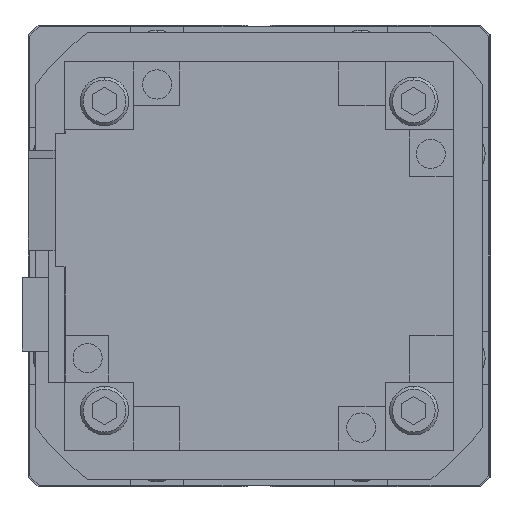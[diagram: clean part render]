
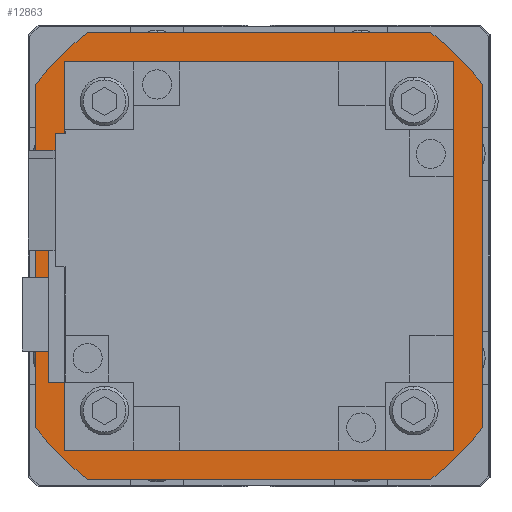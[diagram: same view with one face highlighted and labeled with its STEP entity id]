
A CAD part, left-side view. The second image highlights one B-rep face of the part: STEP entity #12863.
In plain terms, the highlighted face is planar.
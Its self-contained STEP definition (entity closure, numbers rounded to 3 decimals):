
#411 = CARTESIAN_POINT ( 'NONE',  ( 116.5, 35.327, -46. ) ) ;
#957 = DIRECTION ( 'NONE',  ( 1., 0., 0. ) ) ;
#1054 = DIRECTION ( 'NONE',  ( 1., 0., 0. ) ) ;
#1134 = VERTEX_POINT ( 'NONE', #411 ) ;
#1815 = DIRECTION ( 'NONE',  ( 0., 0., -1. ) ) ;
#2076 = CIRCLE ( 'NONE', #23665, 58. ) ;
#2694 = AXIS2_PLACEMENT_3D ( 'NONE', #20484, #20811, #23132 ) ;
#2707 = VECTOR ( 'NONE', #16865, 1000. ) ;
#5684 = CARTESIAN_POINT ( 'NONE',  ( 116.5, 0., 0. ) ) ;
#7022 = ORIENTED_EDGE ( 'NONE', *, *, #32048, .T. ) ;
#7264 = VECTOR ( 'NONE', #1815, 1000. ) ;
#7328 = EDGE_CURVE ( 'NONE', #26079, #10741, #17218, .T. ) ;
#7457 = AXIS2_PLACEMENT_3D ( 'NONE', #29881, #12056, #22125 ) ;
#7810 = DIRECTION ( 'NONE',  ( 1., 0., 0. ) ) ;
#9576 = CIRCLE ( 'NONE', #7457, 58. ) ;
#9624 = CARTESIAN_POINT ( 'NONE',  ( 116.5, 46., -35.327 ) ) ;
#9769 = ORIENTED_EDGE ( 'NONE', *, *, #16742, .T. ) ;
#9904 = AXIS2_PLACEMENT_3D ( 'NONE', #23568, #957, #23421 ) ;
#10741 = VERTEX_POINT ( 'NONE', #11348 ) ;
#11130 = DIRECTION ( 'NONE',  ( 0., 0., -1. ) ) ;
#11348 = CARTESIAN_POINT ( 'NONE',  ( 116.5, -35.327, 46. ) ) ;
#11780 = CARTESIAN_POINT ( 'NONE',  ( 116.5, 35.327, 46. ) ) ;
#12056 = DIRECTION ( 'NONE',  ( 1., 0., 0. ) ) ;
#12234 = EDGE_CURVE ( 'NONE', #10741, #32246, #9576, .T. ) ;
#12692 = CIRCLE ( 'NONE', #2694, 58. ) ;
#12863 = ADVANCED_FACE ( 'NONE', ( #27460 ), #20347, .T. ) ;
#13146 = EDGE_CURVE ( 'NONE', #25549, #30649, #24114, .T. ) ;
#13999 = ORIENTED_EDGE ( 'NONE', *, *, #22237, .T. ) ;
#14539 = ORIENTED_EDGE ( 'NONE', *, *, #12234, .T. ) ;
#14929 = EDGE_LOOP ( 'NONE', ( #7022, #24139, #14539, #9769, #24677, #21979, #13999, #28065 ) ) ;
#15075 = CARTESIAN_POINT ( 'NONE',  ( 116.5, 0., 0. ) ) ;
#15850 = CARTESIAN_POINT ( 'NONE',  ( 116.5, -46., 35.327 ) ) ;
#16214 = CARTESIAN_POINT ( 'NONE',  ( 116.5, -35.327, -46. ) ) ;
#16722 = CARTESIAN_POINT ( 'NONE',  ( 116.5, -46., -35.327 ) ) ;
#16742 = EDGE_CURVE ( 'NONE', #32246, #29677, #22436, .T. ) ;
#16865 = DIRECTION ( 'NONE',  ( 0., 0., 1. ) ) ;
#17218 = LINE ( 'NONE', #11780, #23858 ) ;
#17225 = CARTESIAN_POINT ( 'NONE',  ( 116.5, -35.327, -46. ) ) ;
#17282 = CIRCLE ( 'NONE', #9904, 58. ) ;
#18049 = DIRECTION ( 'NONE',  ( 0., 1., 0. ) ) ;
#18718 = CARTESIAN_POINT ( 'NONE',  ( 116.5, 46., 35.327 ) ) ;
#19146 = VERTEX_POINT ( 'NONE', #16214 ) ;
#19914 = EDGE_CURVE ( 'NONE', #29677, #19146, #17282, .T. ) ;
#20347 = PLANE ( 'NONE',  #24897 ) ;
#20484 = CARTESIAN_POINT ( 'NONE',  ( 116.5, 0., 0. ) ) ;
#20675 = EDGE_CURVE ( 'NONE', #19146, #1134, #29779, .T. ) ;
#20811 = DIRECTION ( 'NONE',  ( 1., 0., 0. ) ) ;
#21243 = CARTESIAN_POINT ( 'NONE',  ( 116.5, 35.327, 46. ) ) ;
#21979 = ORIENTED_EDGE ( 'NONE', *, *, #20675, .T. ) ;
#22125 = DIRECTION ( 'NONE',  ( 0., 0., -1. ) ) ;
#22237 = EDGE_CURVE ( 'NONE', #1134, #25549, #12692, .T. ) ;
#22337 = DIRECTION ( 'NONE',  ( 0., -1., 0. ) ) ;
#22436 = LINE ( 'NONE', #27386, #7264 ) ;
#22505 = DIRECTION ( 'NONE',  ( 0., 1., 0. ) ) ;
#22615 = VECTOR ( 'NONE', #22505, 1000. ) ;
#23132 = DIRECTION ( 'NONE',  ( 0., 0., -1. ) ) ;
#23421 = DIRECTION ( 'NONE',  ( 0., 0., -1. ) ) ;
#23568 = CARTESIAN_POINT ( 'NONE',  ( 116.5, 0., 0. ) ) ;
#23665 = AXIS2_PLACEMENT_3D ( 'NONE', #5684, #1054, #11130 ) ;
#23858 = VECTOR ( 'NONE', #22337, 1000. ) ;
#24114 = LINE ( 'NONE', #29578, #2707 ) ;
#24139 = ORIENTED_EDGE ( 'NONE', *, *, #7328, .T. ) ;
#24677 = ORIENTED_EDGE ( 'NONE', *, *, #19914, .T. ) ;
#24897 = AXIS2_PLACEMENT_3D ( 'NONE', #15075, #7810, #18049 ) ;
#25549 = VERTEX_POINT ( 'NONE', #9624 ) ;
#26079 = VERTEX_POINT ( 'NONE', #21243 ) ;
#27386 = CARTESIAN_POINT ( 'NONE',  ( 116.5, -46., 35.327 ) ) ;
#27460 = FACE_OUTER_BOUND ( 'NONE', #14929, .T. ) ;
#28065 = ORIENTED_EDGE ( 'NONE', *, *, #13146, .T. ) ;
#29578 = CARTESIAN_POINT ( 'NONE',  ( 116.5, 46., -35.327 ) ) ;
#29677 = VERTEX_POINT ( 'NONE', #16722 ) ;
#29779 = LINE ( 'NONE', #17225, #22615 ) ;
#29881 = CARTESIAN_POINT ( 'NONE',  ( 116.5, 0., 0. ) ) ;
#30649 = VERTEX_POINT ( 'NONE', #18718 ) ;
#32048 = EDGE_CURVE ( 'NONE', #30649, #26079, #2076, .T. ) ;
#32246 = VERTEX_POINT ( 'NONE', #15850 ) ;
